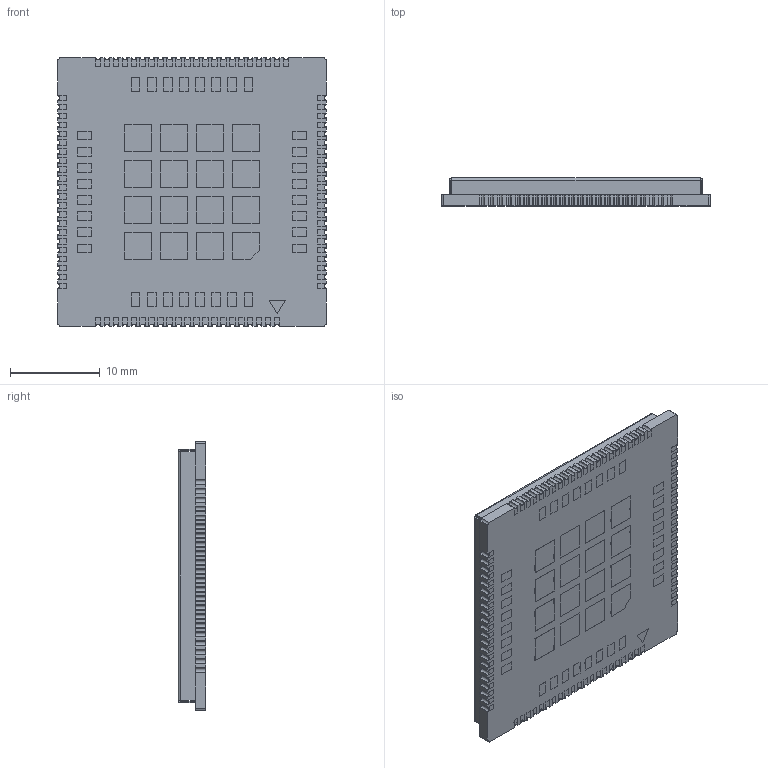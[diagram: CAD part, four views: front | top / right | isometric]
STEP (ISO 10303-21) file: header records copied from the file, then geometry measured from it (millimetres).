
FILE_DESCRIPTION (( 'STEP AP214' ), '1' );
FILE_NAME ('SIM7600G.STEP', '2019-09-02T07:59:11', ( '' ), ( '' ), 'SwSTEP 2.0', 'SolidWorks 2017', '' );
FILE_SCHEMA (( 'AUTOMOTIVE_DESIGN' ));
Length unit declared in the file: millimetre
Products named in the file (1): SIM7600G
Bounding box: 30 x 3.1 x 30 mm (x, y, z)
Volume: 1265 mm3; surface area: 4765.1 mm2
Topology: 138 solids, 138 shells, 2007 faces, 5014 edges, 3332 vertices
Faces by surface type: plane 1872, cylinder 127, bspline 8
Entity records: 60277 total; most frequent: CARTESIAN_POINT 10698, ORIENTED_EDGE 10028, DIRECTION 9236, EDGE_CURVE 5014, LINE 4760, VECTOR 4760, VERTEX_POINT 3332, AXIS2_PLACEMENT_3D 2238
